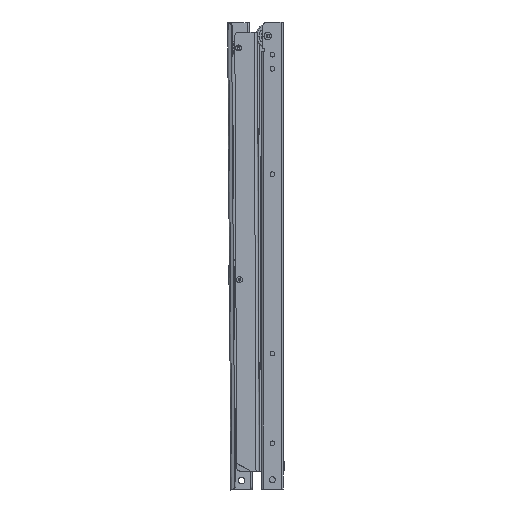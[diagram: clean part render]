
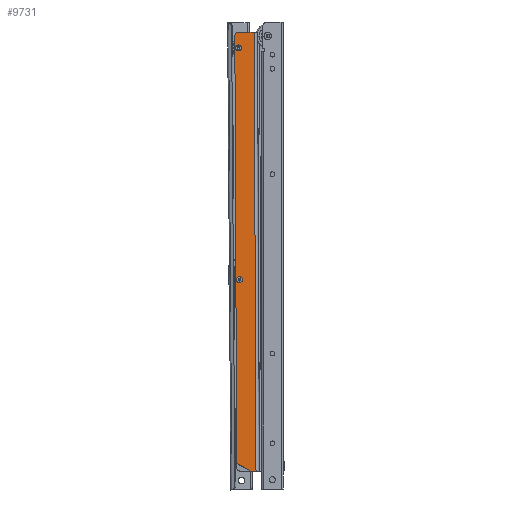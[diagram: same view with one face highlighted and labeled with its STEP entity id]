
A CAD part, left-side view. The second image highlights one B-rep face of the part: STEP entity #9731.
In plain terms, the highlighted planar face has unit normal (-1, 0, 0).
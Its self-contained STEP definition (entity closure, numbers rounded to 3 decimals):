
#263 = AXIS2_PLACEMENT_3D ( 'NONE', #44027, #38688, #38337 ) ;
#302 = AXIS2_PLACEMENT_3D ( 'NONE', #31393, #25749, #64487 ) ;
#3095 = EDGE_LOOP ( 'NONE', ( #15860, #65542 ) ) ;
#3264 = CARTESIAN_POINT ( 'NONE',  ( -7.5, 18.1, -268.2 ) ) ;
#3364 = VERTEX_POINT ( 'NONE', #20222 ) ;
#3397 = AXIS2_PLACEMENT_3D ( 'NONE', #49829, #29634, #45552 ) ;
#5067 = EDGE_CURVE ( 'NONE', #44640, #21539, #54253, .T. ) ;
#5659 = ORIENTED_EDGE ( 'NONE', *, *, #5067, .T. ) ;
#6321 = EDGE_LOOP ( 'NONE', ( #54124, #45066 ) ) ;
#6995 = CIRCLE ( 'NONE', #53102, 3.2 ) ;
#7177 = CARTESIAN_POINT ( 'NONE',  ( -7.5, 17.9, 0. ) ) ;
#7605 = CARTESIAN_POINT ( 'NONE',  ( -7.5, 21.9, -4. ) ) ;
#8241 = VERTEX_POINT ( 'NONE', #67066 ) ;
#8646 = EDGE_CURVE ( 'NONE', #15698, #3364, #21533, .T. ) ;
#8704 = LINE ( 'NONE', #51354, #11648 ) ;
#9260 = LINE ( 'NONE', #68354, #31484 ) ;
#9731 = ADVANCED_FACE ( 'NONE', ( #65952, #34283, #18680 ), #44561, .T. ) ;
#9794 = VECTOR ( 'NONE', #10080, 1000. ) ;
#9982 = LINE ( 'NONE', #31424, #39827 ) ;
#10080 = DIRECTION ( 'NONE',  ( 0., -1., 0. ) ) ;
#10269 = DIRECTION ( 'NONE',  ( 1., 0., 0. ) ) ;
#10939 = LINE ( 'NONE', #11975, #49149 ) ;
#11492 = VERTEX_POINT ( 'NONE', #3264 ) ;
#11648 = VECTOR ( 'NONE', #61477, 1000. ) ;
#11975 = CARTESIAN_POINT ( 'NONE',  ( -7.5, 21.9, -470. ) ) ;
#12336 = EDGE_LOOP ( 'NONE', ( #49746, #55194, #14240, #59150, #5659, #68921 ) ) ;
#12646 = DIRECTION ( 'NONE',  ( 1., 0., 0. ) ) ;
#12765 = EDGE_CURVE ( 'NONE', #11492, #57061, #47474, .T. ) ;
#13500 = DIRECTION ( 'NONE',  ( 0., -1., 0. ) ) ;
#14240 = ORIENTED_EDGE ( 'NONE', *, *, #31150, .T. ) ;
#15076 = CARTESIAN_POINT ( 'NONE',  ( -7.5, 18.1, -13.8 ) ) ;
#15698 = VERTEX_POINT ( 'NONE', #15076 ) ;
#15860 = ORIENTED_EDGE ( 'NONE', *, *, #8646, .T. ) ;
#16078 = AXIS2_PLACEMENT_3D ( 'NONE', #51261, #29679, #13500 ) ;
#16720 = LINE ( 'NONE', #42853, #9794 ) ;
#18680 = FACE_OUTER_BOUND ( 'NONE', #12336, .T. ) ;
#20222 = CARTESIAN_POINT ( 'NONE',  ( -7.5, 18.1, -20.2 ) ) ;
#21533 = CIRCLE ( 'NONE', #41836, 3.2 ) ;
#21539 = VERTEX_POINT ( 'NONE', #7605 ) ;
#25009 = DIRECTION ( 'NONE',  ( 0., 0.866, 0.5 ) ) ;
#25749 = DIRECTION ( 'NONE',  ( -1., 0., 0. ) ) ;
#27848 = CARTESIAN_POINT ( 'NONE',  ( -7.5, 1.225, -470. ) ) ;
#29634 = DIRECTION ( 'NONE',  ( -1., 0., 0. ) ) ;
#29679 = DIRECTION ( 'NONE',  ( 1., 0., 0. ) ) ;
#31150 = EDGE_CURVE ( 'NONE', #65328, #46633, #8704, .T. ) ;
#31393 = CARTESIAN_POINT ( 'NONE',  ( -7.5, 17.9, -4. ) ) ;
#31424 = CARTESIAN_POINT ( 'NONE',  ( -7.5, 21.9, -470. ) ) ;
#31484 = VECTOR ( 'NONE', #25009, 1000. ) ;
#33312 = CARTESIAN_POINT ( 'NONE',  ( -7.5, 1.225, 0. ) ) ;
#34119 = CARTESIAN_POINT ( 'NONE',  ( -7.5, 18.1, -265. ) ) ;
#34283 = FACE_BOUND ( 'NONE', #3095, .T. ) ;
#36224 = DIRECTION ( 'NONE',  ( 0., -1., 0. ) ) ;
#38337 = DIRECTION ( 'NONE',  ( 0., -1., 0. ) ) ;
#38688 = DIRECTION ( 'NONE',  ( 1., 0., 0. ) ) ;
#39159 = DIRECTION ( 'NONE',  ( 0., -1., 0. ) ) ;
#39340 = VERTEX_POINT ( 'NONE', #68979 ) ;
#39827 = VECTOR ( 'NONE', #39159, 1000. ) ;
#40062 = DIRECTION ( 'NONE',  ( 0., -1., 0. ) ) ;
#41836 = AXIS2_PLACEMENT_3D ( 'NONE', #42338, #10269, #36224 ) ;
#42338 = CARTESIAN_POINT ( 'NONE',  ( -7.5, 18.1, -17. ) ) ;
#42853 = CARTESIAN_POINT ( 'NONE',  ( -7.5, 21.9, 0. ) ) ;
#44027 = CARTESIAN_POINT ( 'NONE',  ( -7.5, 18.1, -265. ) ) ;
#44561 = PLANE ( 'NONE',  #3397 ) ;
#44640 = VERTEX_POINT ( 'NONE', #7177 ) ;
#45066 = ORIENTED_EDGE ( 'NONE', *, *, #12765, .T. ) ;
#45393 = DIRECTION ( 'NONE',  ( 0., 0., 1. ) ) ;
#45552 = DIRECTION ( 'NONE',  ( 0., -1., 0. ) ) ;
#46245 = EDGE_CURVE ( 'NONE', #57061, #11492, #6995, .T. ) ;
#46633 = VERTEX_POINT ( 'NONE', #33312 ) ;
#47474 = CIRCLE ( 'NONE', #263, 3.2 ) ;
#49149 = VECTOR ( 'NONE', #45393, 1000. ) ;
#49639 = EDGE_CURVE ( 'NONE', #8241, #65328, #9982, .T. ) ;
#49746 = ORIENTED_EDGE ( 'NONE', *, *, #56855, .F. ) ;
#49829 = CARTESIAN_POINT ( 'NONE',  ( -7.5, 21.9, -470. ) ) ;
#50471 = CARTESIAN_POINT ( 'NONE',  ( -7.5, 18.1, -261.8 ) ) ;
#51261 = CARTESIAN_POINT ( 'NONE',  ( -7.5, 18.1, -17. ) ) ;
#51354 = CARTESIAN_POINT ( 'NONE',  ( -7.5, 1.225, -470. ) ) ;
#52414 = EDGE_CURVE ( 'NONE', #44640, #46633, #16720, .T. ) ;
#53102 = AXIS2_PLACEMENT_3D ( 'NONE', #34119, #12646, #40062 ) ;
#54124 = ORIENTED_EDGE ( 'NONE', *, *, #46245, .T. ) ;
#54253 = CIRCLE ( 'NONE', #302, 4. ) ;
#55194 = ORIENTED_EDGE ( 'NONE', *, *, #49639, .T. ) ;
#56855 = EDGE_CURVE ( 'NONE', #8241, #39340, #9260, .T. ) ;
#57061 = VERTEX_POINT ( 'NONE', #50471 ) ;
#58878 = CIRCLE ( 'NONE', #16078, 3.2 ) ;
#59150 = ORIENTED_EDGE ( 'NONE', *, *, #52414, .F. ) ;
#61477 = DIRECTION ( 'NONE',  ( 0., 0., 1. ) ) ;
#62406 = EDGE_CURVE ( 'NONE', #3364, #15698, #58878, .T. ) ;
#64487 = DIRECTION ( 'NONE',  ( 0., -1., 0. ) ) ;
#65328 = VERTEX_POINT ( 'NONE', #27848 ) ;
#65542 = ORIENTED_EDGE ( 'NONE', *, *, #62406, .T. ) ;
#65952 = FACE_BOUND ( 'NONE', #6321, .T. ) ;
#67066 = CARTESIAN_POINT ( 'NONE',  ( -7.5, 6.783, -470. ) ) ;
#68304 = EDGE_CURVE ( 'NONE', #39340, #21539, #10939, .T. ) ;
#68354 = CARTESIAN_POINT ( 'NONE',  ( -7.5, 18.121, -463.454 ) ) ;
#68921 = ORIENTED_EDGE ( 'NONE', *, *, #68304, .F. ) ;
#68979 = CARTESIAN_POINT ( 'NONE',  ( -7.5, 21.9, -461.272 ) ) ;
